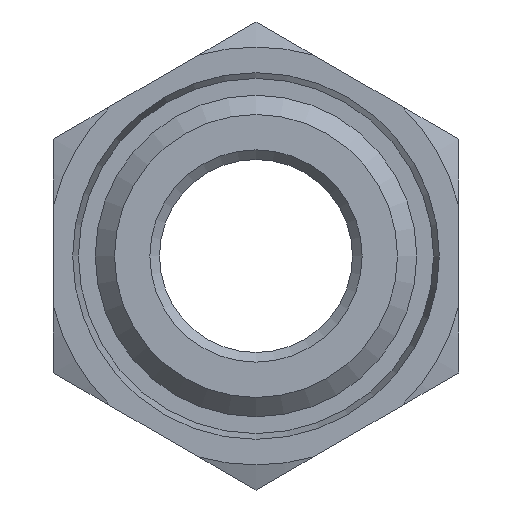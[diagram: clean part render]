
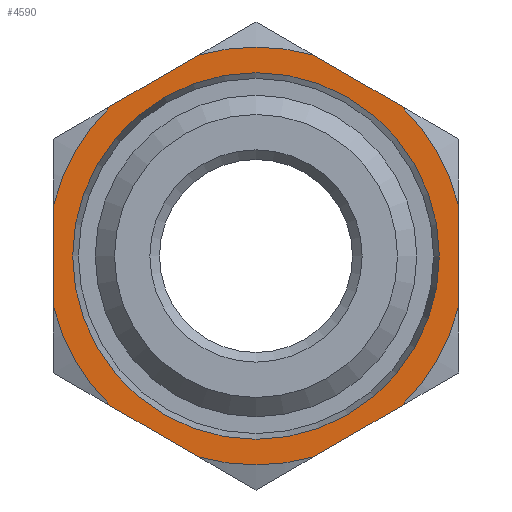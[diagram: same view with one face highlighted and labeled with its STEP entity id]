
A CAD part, front view. The second image highlights one B-rep face of the part: STEP entity #4590.
In plain terms, the highlighted planar face has unit normal (0, -1, 0).
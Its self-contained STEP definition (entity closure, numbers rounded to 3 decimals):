
#346=CARTESIAN_POINT('',(10.5,7.,2.63));
#347=VERTEX_POINT('',#346);
#361=CARTESIAN_POINT('',(10.5,7.,-2.63));
#362=VERTEX_POINT('',#361);
#363=CARTESIAN_POINT('',(10.5,7.,-2.63));
#364=DIRECTION('',(0.0,0.0,1.0));
#365=VECTOR('',#364,5.26);
#366=LINE('',#363,#365);
#367=EDGE_CURVE('',#362,#347,#366,.T.);
#3525=CARTESIAN_POINT('',(-10.5,7.,2.63));
#3526=VERTEX_POINT('',#3525);
#3596=CARTESIAN_POINT('',(-10.5,7.,-2.63));
#3597=VERTEX_POINT('',#3596);
#3611=CARTESIAN_POINT('',(-10.5,7.0,2.63));
#3612=DIRECTION('',(0.0,0.0,-1.0));
#3613=VECTOR('',#3612,5.26);
#3614=LINE('',#3611,#3613);
#3615=EDGE_CURVE('',#3526,#3597,#3614,.T.);
#4043=CARTESIAN_POINT('',(0.0,7.0,9.5));
#4044=VERTEX_POINT('',#4043);
#4045=CARTESIAN_POINT('',(0.0,7.,0.0));
#4046=DIRECTION('',(0.0,1.0,0.0));
#4047=DIRECTION('',(0.0,0.0,1.0));
#4048=AXIS2_PLACEMENT_3D('',#4045,#4046,#4047);
#4049=CIRCLE('',#4048,9.5);
#4050=EDGE_CURVE('',#4044,#4044,#4049,.T.);
#4152=CARTESIAN_POINT('',(-7.528,7.,-7.778));
#4153=VERTEX_POINT('',#4152);
#4167=CARTESIAN_POINT('',(0.,7.,0.));
#4168=DIRECTION('',(0.0,-1.0,0.0));
#4169=DIRECTION('',(0.0,0.0,-1.0));
#4170=AXIS2_PLACEMENT_3D('',#4167,#4168,#4169);
#4171=CIRCLE('',#4170,10.824);
#4172=EDGE_CURVE('',#3597,#4153,#4171,.T.);
#4185=CARTESIAN_POINT('',(-2.972,7.,-10.408));
#4186=VERTEX_POINT('',#4185);
#4200=CARTESIAN_POINT('',(2.972,7.,-10.408));
#4201=VERTEX_POINT('',#4200);
#4215=CARTESIAN_POINT('',(0.,7.,0.));
#4216=DIRECTION('',(0.0,-1.0,0.0));
#4217=DIRECTION('',(0.0,0.0,-1.0));
#4218=AXIS2_PLACEMENT_3D('',#4215,#4216,#4217);
#4219=CIRCLE('',#4218,10.824);
#4220=EDGE_CURVE('',#4186,#4201,#4219,.T.);
#4230=CARTESIAN_POINT('',(7.528,7.,-7.778));
#4231=VERTEX_POINT('',#4230);
#4246=CARTESIAN_POINT('',(0.,7.,0.));
#4247=DIRECTION('',(0.0,-1.0,0.0));
#4248=DIRECTION('',(0.0,0.0,-1.0));
#4249=AXIS2_PLACEMENT_3D('',#4246,#4247,#4248);
#4250=CIRCLE('',#4249,10.824);
#4251=EDGE_CURVE('',#4231,#362,#4250,.T.);
#4262=CARTESIAN_POINT('',(7.528,7.,7.778));
#4263=VERTEX_POINT('',#4262);
#4277=CARTESIAN_POINT('',(0.,7.,0.));
#4278=DIRECTION('',(0.0,-1.0,0.0));
#4279=DIRECTION('',(0.0,0.0,-1.0));
#4280=AXIS2_PLACEMENT_3D('',#4277,#4278,#4279);
#4281=CIRCLE('',#4280,10.824);
#4282=EDGE_CURVE('',#347,#4263,#4281,.T.);
#4294=CARTESIAN_POINT('',(2.972,7.,10.408));
#4295=VERTEX_POINT('',#4294);
#4309=CARTESIAN_POINT('',(-2.972,7.,10.408));
#4310=VERTEX_POINT('',#4309);
#4324=CARTESIAN_POINT('',(0.,7.,0.));
#4325=DIRECTION('',(0.0,-1.0,0.0));
#4326=DIRECTION('',(0.0,0.0,-1.0));
#4327=AXIS2_PLACEMENT_3D('',#4324,#4325,#4326);
#4328=CIRCLE('',#4327,10.824);
#4329=EDGE_CURVE('',#4295,#4310,#4328,.T.);
#4339=CARTESIAN_POINT('',(-7.528,7.,7.778));
#4340=VERTEX_POINT('',#4339);
#4355=CARTESIAN_POINT('',(0.,7.,0.));
#4356=DIRECTION('',(0.0,-1.0,0.0));
#4357=DIRECTION('',(0.0,0.0,-1.0));
#4358=AXIS2_PLACEMENT_3D('',#4355,#4356,#4357);
#4359=CIRCLE('',#4358,10.824);
#4360=EDGE_CURVE('',#4340,#3526,#4359,.T.);
#4371=CARTESIAN_POINT('',(-2.972,7.0,10.408));
#4372=DIRECTION('',(-0.866,0.,-0.5));
#4373=VECTOR('',#4372,5.26);
#4374=LINE('',#4371,#4373);
#4375=EDGE_CURVE('',#4310,#4340,#4374,.T.);
#4423=CARTESIAN_POINT('',(7.528,7.,7.778));
#4424=DIRECTION('',(-0.866,0.,0.5));
#4425=VECTOR('',#4424,5.26);
#4426=LINE('',#4423,#4425);
#4427=EDGE_CURVE('',#4263,#4295,#4426,.T.);
#4514=CARTESIAN_POINT('',(-7.528,7.0,-7.778));
#4515=DIRECTION('',(0.866,0.,-0.5));
#4516=VECTOR('',#4515,5.26);
#4517=LINE('',#4514,#4516);
#4518=EDGE_CURVE('',#4153,#4186,#4517,.T.);
#4529=CARTESIAN_POINT('',(2.972,7.,-10.408));
#4530=DIRECTION('',(0.866,0.,0.5));
#4531=VECTOR('',#4530,5.26);
#4532=LINE('',#4529,#4531);
#4533=EDGE_CURVE('',#4201,#4231,#4532,.T.);
#4568=CARTESIAN_POINT('',(0.,7.,0.));
#4569=DIRECTION('',(0.0,1.0,0.0));
#4570=DIRECTION('',(0.0,0.0,1.0));
#4571=AXIS2_PLACEMENT_3D('',#4568,#4569,#4570);
#4572=PLANE('',#4571);
#4573=ORIENTED_EDGE('',*,*,#4360,.T.);
#4574=ORIENTED_EDGE('',*,*,#3615,.T.);
#4575=ORIENTED_EDGE('',*,*,#4172,.T.);
#4576=ORIENTED_EDGE('',*,*,#4518,.T.);
#4577=ORIENTED_EDGE('',*,*,#4220,.T.);
#4578=ORIENTED_EDGE('',*,*,#4533,.T.);
#4579=ORIENTED_EDGE('',*,*,#4251,.T.);
#4580=ORIENTED_EDGE('',*,*,#367,.T.);
#4581=ORIENTED_EDGE('',*,*,#4282,.T.);
#4582=ORIENTED_EDGE('',*,*,#4427,.T.);
#4583=ORIENTED_EDGE('',*,*,#4329,.T.);
#4584=ORIENTED_EDGE('',*,*,#4375,.T.);
#4585=EDGE_LOOP('',(#4573,#4574,#4575,#4576,#4577,#4578,#4579,#4580,#4581,#4582,#4583,#4584));
#4586=FACE_OUTER_BOUND('',#4585,.T.);
#4587=ORIENTED_EDGE('',*,*,#4050,.T.);
#4588=EDGE_LOOP('',(#4587));
#4589=FACE_BOUND('',#4588,.T.);
#4590=ADVANCED_FACE('',(#4586,#4589),#4572,.F.);
